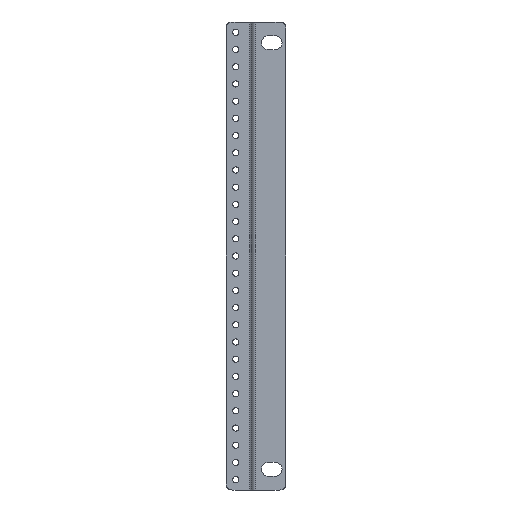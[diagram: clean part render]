
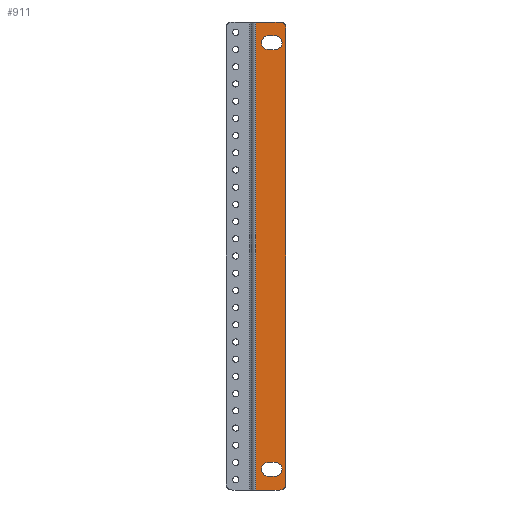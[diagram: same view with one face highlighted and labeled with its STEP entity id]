
A CAD part, front view. The second image highlights one B-rep face of the part: STEP entity #911.
In plain terms, the highlighted planar face has unit normal (0, -1, 0).
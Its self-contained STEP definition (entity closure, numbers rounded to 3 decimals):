
#20 = EDGE_CURVE ( 'NONE', #2303, #339, #3086, .T. ) ;
#21 = DIRECTION ( 'NONE',  ( -1., 0., 0. ) ) ;
#128 = CARTESIAN_POINT ( 'NONE',  ( 33.5, -20., -165. ) ) ;
#176 = ORIENTED_EDGE ( 'NONE', *, *, #1451, .T. ) ;
#182 = EDGE_CURVE ( 'NONE', #2286, #2091, #705, .T. ) ;
#191 = CARTESIAN_POINT ( 'NONE',  ( 25.7, -20., -160. ) ) ;
#238 = EDGE_LOOP ( 'NONE', ( #516, #1884, #696, #2522 ) ) ;
#245 = ORIENTED_EDGE ( 'NONE', *, *, #544, .T. ) ;
#271 = CARTESIAN_POINT ( 'NONE',  ( 0., -20., -150. ) ) ;
#281 = VERTEX_POINT ( 'NONE', #1269 ) ;
#337 = DIRECTION ( 'NONE',  ( 0., 0., 1. ) ) ;
#339 = VERTEX_POINT ( 'NONE', #680 ) ;
#378 = DIRECTION ( 'NONE',  ( -1., 0., 0. ) ) ;
#385 = B_SPLINE_CURVE_WITH_KNOTS ( 'NONE', 3,
 ( #2135, #435, #3067, #2103 ),
 .UNSPECIFIED., .F., .F.,
 ( 4, 4 ),
 ( 0., 1. ),
 .UNSPECIFIED. ) ;
#393 = EDGE_CURVE ( 'NONE', #885, #1198, #1123, .T. ) ;
#407 = CARTESIAN_POINT ( 'NONE',  ( 28.5, -20., -170. ) ) ;
#419 = CIRCLE ( 'NONE', #1705, 5. ) ;
#432 = CARTESIAN_POINT ( 'NONE',  ( 25.7, -20., -150. ) ) ;
#435 = CARTESIAN_POINT ( 'NONE',  ( 33.5, -20., 168.333 ) ) ;
#458 = CARTESIAN_POINT ( 'NONE',  ( 20.7, -20., -150. ) ) ;
#463 = DIRECTION ( 'NONE',  ( 0., 0., 1. ) ) ;
#473 = DIRECTION ( 'NONE',  ( 0., 1., 0. ) ) ;
#508 = CARTESIAN_POINT ( 'NONE',  ( 11.5, -20., 170. ) ) ;
#516 = ORIENTED_EDGE ( 'NONE', *, *, #182, .F. ) ;
#526 = CARTESIAN_POINT ( 'NONE',  ( 33.5, -20., 165. ) ) ;
#544 = EDGE_CURVE ( 'NONE', #1990, #1570, #1080, .T. ) ;
#565 = VECTOR ( 'NONE', #2087, 1000. ) ;
#626 = ORIENTED_EDGE ( 'NONE', *, *, #2998, .T. ) ;
#628 = LINE ( 'NONE', #1094, #565 ) ;
#637 = ORIENTED_EDGE ( 'NONE', *, *, #2284, .T. ) ;
#680 = CARTESIAN_POINT ( 'NONE',  ( 20.7, -20., 150. ) ) ;
#696 = ORIENTED_EDGE ( 'NONE', *, *, #3036, .F. ) ;
#705 = CIRCLE ( 'NONE', #857, 5. ) ;
#731 = DIRECTION ( 'NONE',  ( 0., 0., 1. ) ) ;
#733 = LINE ( 'NONE', #1411, #1316 ) ;
#751 = VECTOR ( 'NONE', #2490, 1000. ) ;
#840 = CARTESIAN_POINT ( 'NONE',  ( 33.5, -20., 0. ) ) ;
#849 = VERTEX_POINT ( 'NONE', #1914 ) ;
#857 = AXIS2_PLACEMENT_3D ( 'NONE', #1029, #1523, #337 ) ;
#885 = VERTEX_POINT ( 'NONE', #2891 ) ;
#901 = VECTOR ( 'NONE', #21, 1000. ) ;
#911 = ADVANCED_FACE ( 'NONE', ( #2425, #1224, #2183 ), #1176, .F. ) ;
#941 = CARTESIAN_POINT ( 'NONE',  ( 0., -20., 0. ) ) ;
#971 = CARTESIAN_POINT ( 'NONE',  ( 0., -20., 150. ) ) ;
#1029 = CARTESIAN_POINT ( 'NONE',  ( 20.7, -20., -155. ) ) ;
#1062 = AXIS2_PLACEMENT_3D ( 'NONE', #1899, #2598, #463 ) ;
#1080 = LINE ( 'NONE', #1738, #751 ) ;
#1094 = CARTESIAN_POINT ( 'NONE',  ( 0., -20., 160. ) ) ;
#1123 = B_SPLINE_CURVE_WITH_KNOTS ( 'NONE', 3,
 ( #407, #2107, #1630, #1355 ),
 .UNSPECIFIED., .F., .F.,
 ( 4, 4 ),
 ( 0., 1. ),
 .UNSPECIFIED. ) ;
#1125 = DIRECTION ( 'NONE',  ( 0., 1., 0. ) ) ;
#1152 = EDGE_CURVE ( 'NONE', #1198, #2495, #1816, .T. ) ;
#1169 = VERTEX_POINT ( 'NONE', #1797 ) ;
#1176 = PLANE ( 'NONE',  #2980 ) ;
#1198 = VERTEX_POINT ( 'NONE', #128 ) ;
#1224 = FACE_BOUND ( 'NONE', #2517, .T. ) ;
#1269 = CARTESIAN_POINT ( 'NONE',  ( 25.7, -20., 160. ) ) ;
#1315 = VERTEX_POINT ( 'NONE', #191 ) ;
#1316 = VECTOR ( 'NONE', #1616, 1000. ) ;
#1324 = ORIENTED_EDGE ( 'NONE', *, *, #2357, .F. ) ;
#1355 = CARTESIAN_POINT ( 'NONE',  ( 33.5, -20., -165. ) ) ;
#1361 = CIRCLE ( 'NONE', #1753, 5. ) ;
#1366 = ORIENTED_EDGE ( 'NONE', *, *, #1152, .T. ) ;
#1400 = CARTESIAN_POINT ( 'NONE',  ( 0., -20., -170. ) ) ;
#1411 = CARTESIAN_POINT ( 'NONE',  ( 0., -20., -160. ) ) ;
#1451 = EDGE_CURVE ( 'NONE', #1169, #885, #3058, .T. ) ;
#1453 = DIRECTION ( 'NONE',  ( 0., 0., 1. ) ) ;
#1523 = DIRECTION ( 'NONE',  ( 0., -1., 0. ) ) ;
#1570 = VERTEX_POINT ( 'NONE', #2677 ) ;
#1616 = DIRECTION ( 'NONE',  ( 1., 0., 0. ) ) ;
#1621 = DIRECTION ( 'NONE',  ( 0., 0., 1. ) ) ;
#1630 = CARTESIAN_POINT ( 'NONE',  ( 33.5, -20., -168.333 ) ) ;
#1658 = CIRCLE ( 'NONE', #1062, 5. ) ;
#1696 = VECTOR ( 'NONE', #2067, 1000. ) ;
#1705 = AXIS2_PLACEMENT_3D ( 'NONE', #2377, #473, #2843 ) ;
#1738 = CARTESIAN_POINT ( 'NONE',  ( 0., -20., 170. ) ) ;
#1753 = AXIS2_PLACEMENT_3D ( 'NONE', #2112, #1125, #1621 ) ;
#1797 = CARTESIAN_POINT ( 'NONE',  ( 11.5, -20., -170. ) ) ;
#1800 = VECTOR ( 'NONE', #2484, 1000. ) ;
#1810 = VECTOR ( 'NONE', #378, 1000. ) ;
#1816 = LINE ( 'NONE', #840, #1800 ) ;
#1884 = ORIENTED_EDGE ( 'NONE', *, *, #2361, .F. ) ;
#1899 = CARTESIAN_POINT ( 'NONE',  ( 25.7, -20., -155. ) ) ;
#1911 = CARTESIAN_POINT ( 'NONE',  ( 25.7, -20., 150. ) ) ;
#1914 = CARTESIAN_POINT ( 'NONE',  ( 20.7, -20., 160. ) ) ;
#1990 = VERTEX_POINT ( 'NONE', #2004 ) ;
#1996 = ORIENTED_EDGE ( 'NONE', *, *, #20, .T. ) ;
#2004 = CARTESIAN_POINT ( 'NONE',  ( 28.5, -20., 170. ) ) ;
#2034 = ORIENTED_EDGE ( 'NONE', *, *, #2581, .T. ) ;
#2067 = DIRECTION ( 'NONE',  ( 1., 0., 0. ) ) ;
#2072 = VERTEX_POINT ( 'NONE', #432 ) ;
#2087 = DIRECTION ( 'NONE',  ( 1., 0., 0. ) ) ;
#2091 = VERTEX_POINT ( 'NONE', #2753 ) ;
#2103 = CARTESIAN_POINT ( 'NONE',  ( 28.5, -20., 170. ) ) ;
#2107 = CARTESIAN_POINT ( 'NONE',  ( 31.833, -20., -170. ) ) ;
#2112 = CARTESIAN_POINT ( 'NONE',  ( 25.7, -20., 155. ) ) ;
#2113 = EDGE_CURVE ( 'NONE', #849, #281, #628, .T. ) ;
#2135 = CARTESIAN_POINT ( 'NONE',  ( 33.5, -20., 165. ) ) ;
#2170 = DIRECTION ( 'NONE',  ( 0., 1., 0. ) ) ;
#2183 = FACE_BOUND ( 'NONE', #238, .T. ) ;
#2284 = EDGE_CURVE ( 'NONE', #339, #849, #419, .T. ) ;
#2286 = VERTEX_POINT ( 'NONE', #458 ) ;
#2303 = VERTEX_POINT ( 'NONE', #1911 ) ;
#2357 = EDGE_CURVE ( 'NONE', #1169, #1570, #2640, .T. ) ;
#2361 = EDGE_CURVE ( 'NONE', #2072, #2286, #2411, .T. ) ;
#2377 = CARTESIAN_POINT ( 'NONE',  ( 20.7, -20., 155. ) ) ;
#2411 = LINE ( 'NONE', #271, #1810 ) ;
#2425 = FACE_OUTER_BOUND ( 'NONE', #2954, .T. ) ;
#2457 = ORIENTED_EDGE ( 'NONE', *, *, #2113, .T. ) ;
#2484 = DIRECTION ( 'NONE',  ( 0., 0., 1. ) ) ;
#2490 = DIRECTION ( 'NONE',  ( -1., 0., 0. ) ) ;
#2495 = VERTEX_POINT ( 'NONE', #526 ) ;
#2517 = EDGE_LOOP ( 'NONE', ( #1996, #637, #2457, #2034 ) ) ;
#2522 = ORIENTED_EDGE ( 'NONE', *, *, #3039, .F. ) ;
#2581 = EDGE_CURVE ( 'NONE', #281, #2303, #1361, .T. ) ;
#2598 = DIRECTION ( 'NONE',  ( 0., -1., 0. ) ) ;
#2640 = LINE ( 'NONE', #508, #3053 ) ;
#2677 = CARTESIAN_POINT ( 'NONE',  ( 11.5, -20., 170. ) ) ;
#2753 = CARTESIAN_POINT ( 'NONE',  ( 20.7, -20., -160. ) ) ;
#2843 = DIRECTION ( 'NONE',  ( 0., 0., 1. ) ) ;
#2863 = ORIENTED_EDGE ( 'NONE', *, *, #393, .T. ) ;
#2891 = CARTESIAN_POINT ( 'NONE',  ( 28.5, -20., -170. ) ) ;
#2954 = EDGE_LOOP ( 'NONE', ( #176, #2863, #1366, #626, #245, #1324 ) ) ;
#2980 = AXIS2_PLACEMENT_3D ( 'NONE', #941, #2170, #731 ) ;
#2998 = EDGE_CURVE ( 'NONE', #2495, #1990, #385, .T. ) ;
#3036 = EDGE_CURVE ( 'NONE', #1315, #2072, #1658, .T. ) ;
#3039 = EDGE_CURVE ( 'NONE', #2091, #1315, #733, .T. ) ;
#3053 = VECTOR ( 'NONE', #1453, 1000. ) ;
#3058 = LINE ( 'NONE', #1400, #1696 ) ;
#3067 = CARTESIAN_POINT ( 'NONE',  ( 31.833, -20., 170. ) ) ;
#3086 = LINE ( 'NONE', #971, #901 ) ;
